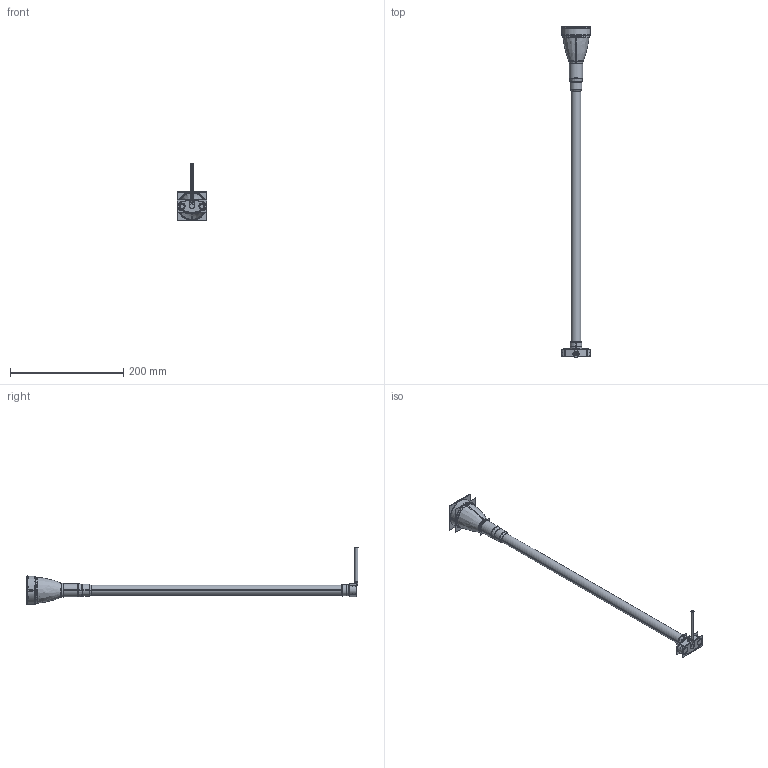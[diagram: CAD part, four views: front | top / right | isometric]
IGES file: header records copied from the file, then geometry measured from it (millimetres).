
Start section:  PTC IGES file: 221686_sm01_asm.igs
Global section: file name: 221686_sm01_asm.igs; native system: Creo Parametric by PTC Inc.; preprocessor: 2019292; author: nbanister; organization: Unknown; date: 20210226.090240; units: millimetre
Bounding box: 52 x 586.45 x 102.2 mm (x, y, z)
Surface area: 79028.7 mm2 (no closed solid volume)
Topology: 0 solids, 0 shells, 212 faces, 2604 edges, 3438 vertices
Faces by surface type: revolution 164, bspline 48
